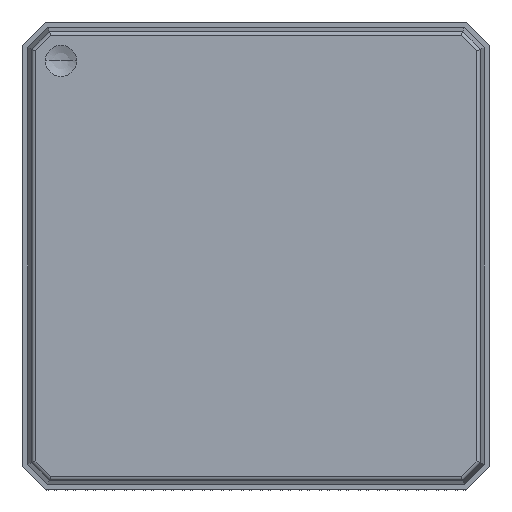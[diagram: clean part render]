
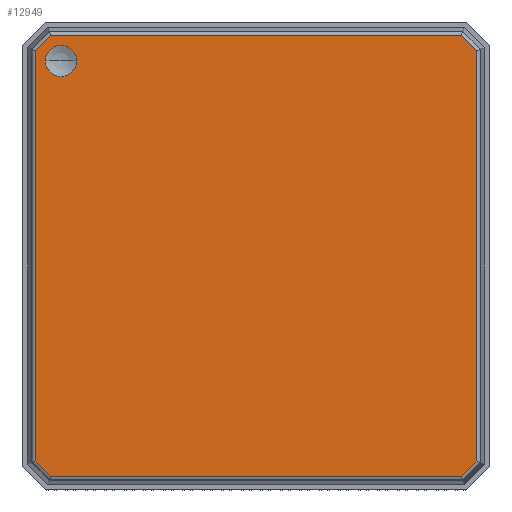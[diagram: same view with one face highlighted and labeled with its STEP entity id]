
A CAD part, top view. The second image highlights one B-rep face of the part: STEP entity #12949.
In plain terms, the highlighted face is planar.
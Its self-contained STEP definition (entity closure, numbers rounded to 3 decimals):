
#6829=DIRECTION('',(0.,0.,1.));
#6830=VECTOR('',#6829,10.515);
#6831=CARTESIAN_POINT('',(-5.656,0.825,-5.257));
#6832=LINE('',#6831,#6830);
#6854=CARTESIAN_POINT('',(-5.,0.825,-5.));
#6855=DIRECTION('',(0.,-1.,0.));
#6856=DIRECTION('',(-1.,0.,0.));
#6857=AXIS2_PLACEMENT_3D('',#6854,#6855,#6856);
#6862=CARTESIAN_POINT('',(-5.,0.825,-5.));
#6863=DIRECTION('',(0.,-1.,0.));
#6864=DIRECTION('',(1.,0.,0.));
#6865=AXIS2_PLACEMENT_3D('',#6862,#6863,#6864);
#6886=DIRECTION('',(-1.,0.,0.));
#6887=VECTOR('',#6886,10.515);
#6888=CARTESIAN_POINT('',(5.257,0.825,-5.656));
#6889=LINE('',#6888,#6887);
#6922=DIRECTION('',(-0.707,0.,0.707));
#6923=VECTOR('',#6922,0.563);
#6924=CARTESIAN_POINT('',(-5.257,0.825,-5.656));
#6925=LINE('',#6924,#6923);
#6936=DIRECTION('',(-0.707,0.,-0.707));
#6937=VECTOR('',#6936,0.563);
#6938=CARTESIAN_POINT('',(5.656,0.825,-5.257));
#6939=LINE('',#6938,#6937);
#6961=DIRECTION('',(0.,0.,-1.));
#6962=VECTOR('',#6961,10.515);
#6963=CARTESIAN_POINT('',(5.656,0.825,5.257));
#6964=LINE('',#6963,#6962);
#6986=DIRECTION('',(0.707,0.,-0.707));
#6987=VECTOR('',#6986,0.563);
#6988=CARTESIAN_POINT('',(5.257,0.825,5.656));
#6989=LINE('',#6988,#6987);
#7011=DIRECTION('',(1.,0.,0.));
#7012=VECTOR('',#7011,10.515);
#7013=CARTESIAN_POINT('',(-5.257,0.825,5.656));
#7014=LINE('',#7013,#7012);
#7036=DIRECTION('',(0.707,0.,0.707));
#7037=VECTOR('',#7036,0.563);
#7038=CARTESIAN_POINT('',(-5.656,0.825,5.257));
#7039=LINE('',#7038,#7037);
#8302=CARTESIAN_POINT('',(5.257,0.825,-5.656));
#8303=CARTESIAN_POINT('',(-5.257,0.825,-5.656));
#8304=VERTEX_POINT('',#8302);
#8305=VERTEX_POINT('',#8303);
#8310=CARTESIAN_POINT('',(-5.656,0.825,-5.257));
#8311=VERTEX_POINT('',#8310);
#8314=CARTESIAN_POINT('',(-5.656,0.825,5.257));
#8315=VERTEX_POINT('',#8314);
#8318=CARTESIAN_POINT('',(-5.257,0.825,5.656));
#8319=VERTEX_POINT('',#8318);
#8322=CARTESIAN_POINT('',(5.257,0.825,5.656));
#8323=VERTEX_POINT('',#8322);
#8326=CARTESIAN_POINT('',(5.656,0.825,5.257));
#8327=VERTEX_POINT('',#8326);
#8330=CARTESIAN_POINT('',(5.656,0.825,-5.257));
#8331=VERTEX_POINT('',#8330);
#8334=CARTESIAN_POINT('',(-5.4,0.825,-5.));
#8335=CARTESIAN_POINT('',(-4.6,0.825,-5.));
#8336=VERTEX_POINT('',#8334);
#8337=VERTEX_POINT('',#8335);
#12921=CARTESIAN_POINT('',(0.,0.825,0.));
#12922=DIRECTION('',(0.,1.,0.));
#12923=DIRECTION('',(1.,0.,0.));
#12924=AXIS2_PLACEMENT_3D('',#12921,#12922,#12923);
#12925=PLANE('',#12924);
#12927=ORIENTED_EDGE('',*,*,#12926,.F.);
#12929=ORIENTED_EDGE('',*,*,#12928,.F.);
#12931=ORIENTED_EDGE('',*,*,#12930,.F.);
#12933=ORIENTED_EDGE('',*,*,#12932,.F.);
#12935=ORIENTED_EDGE('',*,*,#12934,.F.);
#12937=ORIENTED_EDGE('',*,*,#12936,.F.);
#12938=ORIENTED_EDGE('',*,*,#12911,.F.);
#12940=ORIENTED_EDGE('',*,*,#12939,.F.);
#12941=EDGE_LOOP('',(#12927,#12929,#12931,#12933,#12935,#12937,#12938,#12940));
#12942=FACE_OUTER_BOUND('',#12941,.F.);
#12944=ORIENTED_EDGE('',*,*,#12943,.F.);
#12946=ORIENTED_EDGE('',*,*,#12945,.F.);
#12947=EDGE_LOOP('',(#12944,#12946));
#12948=FACE_BOUND('',#12947,.F.);
#6858=CIRCLE('',#6857,0.4);
#6866=CIRCLE('',#6865,0.4);
#12911=EDGE_CURVE('',#8311,#8315,#6832,.T.);
#12926=EDGE_CURVE('',#8304,#8305,#6889,.T.);
#12928=EDGE_CURVE('',#8331,#8304,#6939,.T.);
#12930=EDGE_CURVE('',#8327,#8331,#6964,.T.);
#12932=EDGE_CURVE('',#8323,#8327,#6989,.T.);
#12934=EDGE_CURVE('',#8319,#8323,#7014,.T.);
#12936=EDGE_CURVE('',#8315,#8319,#7039,.T.);
#12939=EDGE_CURVE('',#8305,#8311,#6925,.T.);
#12943=EDGE_CURVE('',#8336,#8337,#6858,.T.);
#12945=EDGE_CURVE('',#8337,#8336,#6866,.T.);
#12949=ADVANCED_FACE('',(#12942,#12948),#12925,.T.);
